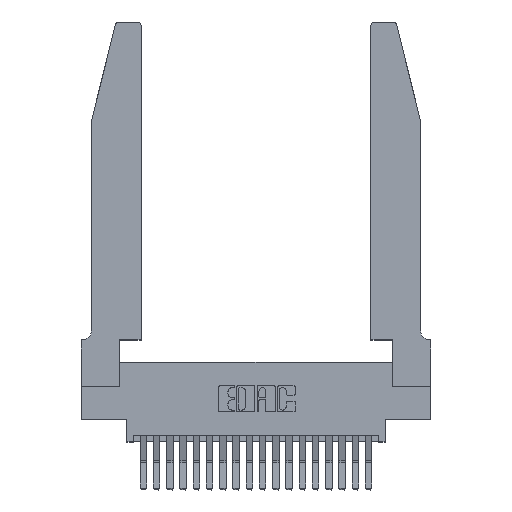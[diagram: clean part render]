
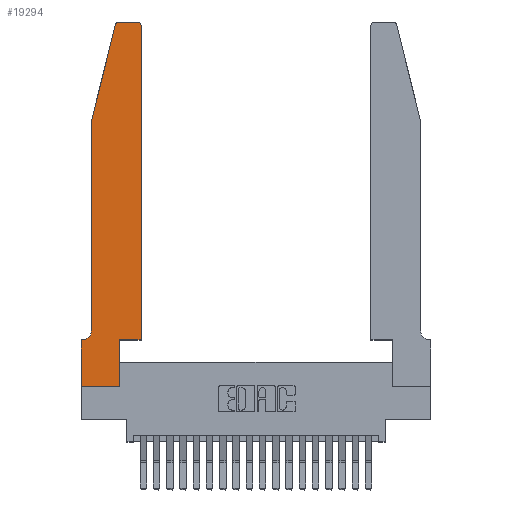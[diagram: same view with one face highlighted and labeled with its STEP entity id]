
A CAD part, top view. The second image highlights one B-rep face of the part: STEP entity #19294.
In plain terms, the highlighted planar face has unit normal (0, 0, 1).
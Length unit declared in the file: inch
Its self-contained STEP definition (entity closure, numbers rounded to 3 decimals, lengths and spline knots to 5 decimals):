
#152 = ORIENTED_EDGE ( 'NONE', *, *, #7974, .T. ) ;
#742 = DIRECTION ( 'NONE',  ( -1., 0., 0. ) ) ;
#1043 = ORIENTED_EDGE ( 'NONE', *, *, #16856, .T. ) ;
#1073 = DIRECTION ( 'NONE',  ( 0., 0., -1. ) ) ;
#1642 = DIRECTION ( 'NONE',  ( 0., 0., 1. ) ) ;
#1962 = CARTESIAN_POINT ( 'NONE',  ( 0., 0.35, 0.37 ) ) ;
#2137 = EDGE_CURVE ( 'NONE', #17790, #14495, #11395, .T. ) ;
#2318 = AXIS2_PLACEMENT_3D ( 'NONE', #3423, #15619, #5197 ) ;
#2493 = CARTESIAN_POINT ( 'NONE',  ( 0., 0., 0.37 ) ) ;
#2839 = CARTESIAN_POINT ( 'NONE',  ( 0.4505, 0.35, 0.37 ) ) ;
#3032 = DIRECTION ( 'NONE',  ( 0., 1., 0. ) ) ;
#3065 = AXIS2_PLACEMENT_3D ( 'NONE', #12196, #1642, #13909 ) ;
#3261 = VERTEX_POINT ( 'NONE', #16316 ) ;
#3423 = CARTESIAN_POINT ( 'NONE',  ( 0.284, 2.72, 0.37 ) ) ;
#3497 = CIRCLE ( 'NONE', #5677, 0.07 ) ;
#3539 = EDGE_CURVE ( 'NONE', #6576, #11472, #8868, .T. ) ;
#3748 = CARTESIAN_POINT ( 'NONE',  ( 0., 0., 0.37 ) ) ;
#3759 = DIRECTION ( 'NONE',  ( 1., 0., 0. ) ) ;
#4571 = AXIS2_PLACEMENT_3D ( 'NONE', #1962, #14211, #3759 ) ;
#4931 = LINE ( 'NONE', #7840, #13663 ) ;
#5197 = DIRECTION ( 'NONE',  ( 1., 0., 0. ) ) ;
#5432 = VERTEX_POINT ( 'NONE', #22166 ) ;
#5677 = AXIS2_PLACEMENT_3D ( 'NONE', #11674, #1073, #13393 ) ;
#6078 = VERTEX_POINT ( 'NONE', #22272 ) ;
#6141 = VERTEX_POINT ( 'NONE', #14146 ) ;
#6296 = LINE ( 'NONE', #9537, #6852 ) ;
#6576 = VERTEX_POINT ( 'NONE', #3748 ) ;
#6852 = VECTOR ( 'NONE', #21334, 39.37008 ) ;
#6877 = CARTESIAN_POINT ( 'NONE',  ( 0.284, 2.75, 0.37 ) ) ;
#7561 = ORIENTED_EDGE ( 'NONE', *, *, #7656, .T. ) ;
#7656 = EDGE_CURVE ( 'NONE', #11472, #17790, #19299, .T. ) ;
#7822 = ORIENTED_EDGE ( 'NONE', *, *, #2137, .T. ) ;
#7840 = CARTESIAN_POINT ( 'NONE',  ( 0.2605, 2.75, 0.37 ) ) ;
#7974 = EDGE_CURVE ( 'NONE', #6141, #3261, #13546, .T. ) ;
#8243 = CARTESIAN_POINT ( 'NONE',  ( 0.4505, 2.72, 0.37 ) ) ;
#8325 = VECTOR ( 'NONE', #8448, 39.37008 ) ;
#8448 = DIRECTION ( 'NONE',  ( 1., 0., 0. ) ) ;
#8608 = VERTEX_POINT ( 'NONE', #8711 ) ;
#8649 = CARTESIAN_POINT ( 'NONE',  ( 0.4505, 0.35, 0.37 ) ) ;
#8652 = DIRECTION ( 'NONE',  ( 1., 0., 0. ) ) ;
#8696 = ORIENTED_EDGE ( 'NONE', *, *, #3539, .T. ) ;
#8711 = CARTESIAN_POINT ( 'NONE',  ( 0.0755, 0.42, 0.37 ) ) ;
#8782 = FACE_OUTER_BOUND ( 'NONE', #18588, .T. ) ;
#8868 = LINE ( 'NONE', #18693, #8325 ) ;
#9537 = CARTESIAN_POINT ( 'NONE',  ( 0.0755, 2., 0.37 ) ) ;
#10319 = VECTOR ( 'NONE', #3032, 39.37008 ) ;
#10402 = EDGE_CURVE ( 'NONE', #19380, #6078, #21238, .T. ) ;
#10763 = PLANE ( 'NONE',  #4571 ) ;
#11358 = DIRECTION ( 'NONE',  ( 0., -1., 0. ) ) ;
#11395 = LINE ( 'NONE', #8649, #15430 ) ;
#11472 = VERTEX_POINT ( 'NONE', #15386 ) ;
#11500 = CARTESIAN_POINT ( 'NONE',  ( 0.4505, 0.35, 0.37 ) ) ;
#11559 = VERTEX_POINT ( 'NONE', #6877 ) ;
#11674 = CARTESIAN_POINT ( 'NONE',  ( 0.0055, 0.42, 0.37 ) ) ;
#11801 = CARTESIAN_POINT ( 'NONE',  ( 0.2865, 0.35, 0.37 ) ) ;
#12196 = CARTESIAN_POINT ( 'NONE',  ( 0.4205, 2.72, 0.37 ) ) ;
#12785 = LINE ( 'NONE', #2493, #21139 ) ;
#13218 = DIRECTION ( 'NONE',  ( 0., 1., 0. ) ) ;
#13393 = DIRECTION ( 'NONE',  ( -1., 0., 0. ) ) ;
#13546 = LINE ( 'NONE', #15954, #18041 ) ;
#13600 = ORIENTED_EDGE ( 'NONE', *, *, #19493, .T. ) ;
#13632 = ORIENTED_EDGE ( 'NONE', *, *, #16439, .T. ) ;
#13663 = VECTOR ( 'NONE', #742, 39.37008 ) ;
#13797 = DIRECTION ( 'NONE',  ( -1., 0., 0. ) ) ;
#13833 = EDGE_CURVE ( 'NONE', #3261, #8608, #6296, .T. ) ;
#13909 = DIRECTION ( 'NONE',  ( 1., 0., 0. ) ) ;
#14146 = CARTESIAN_POINT ( 'NONE',  ( 0.25487, 2.72718, 0.37 ) ) ;
#14211 = DIRECTION ( 'NONE',  ( 0., 0., 1. ) ) ;
#14495 = VERTEX_POINT ( 'NONE', #2839 ) ;
#14503 = EDGE_CURVE ( 'NONE', #8608, #19380, #3497, .T. ) ;
#14767 = CIRCLE ( 'NONE', #2318, 0.03 ) ;
#14903 = EDGE_CURVE ( 'NONE', #6078, #6576, #12785, .T. ) ;
#15386 = CARTESIAN_POINT ( 'NONE',  ( 0.2865, 0., 0.37 ) ) ;
#15430 = VECTOR ( 'NONE', #8652, 39.37008 ) ;
#15545 = ORIENTED_EDGE ( 'NONE', *, *, #18556, .T. ) ;
#15619 = DIRECTION ( 'NONE',  ( 0., 0., 1. ) ) ;
#15954 = CARTESIAN_POINT ( 'NONE',  ( 0.0755, 2., 0.37 ) ) ;
#16316 = CARTESIAN_POINT ( 'NONE',  ( 0.0755, 2., 0.37 ) ) ;
#16389 = VECTOR ( 'NONE', #13797, 39.37008 ) ;
#16439 = EDGE_CURVE ( 'NONE', #21925, #5432, #17519, .T. ) ;
#16856 = EDGE_CURVE ( 'NONE', #14495, #21925, #18525, .T. ) ;
#17519 = CIRCLE ( 'NONE', #3065, 0.03 ) ;
#17645 = DIRECTION ( 'NONE',  ( -0.239, -0.971, 0. ) ) ;
#17790 = VERTEX_POINT ( 'NONE', #20185 ) ;
#17879 = ORIENTED_EDGE ( 'NONE', *, *, #14903, .T. ) ;
#18041 = VECTOR ( 'NONE', #17645, 39.37008 ) ;
#18525 = LINE ( 'NONE', #11500, #22326 ) ;
#18556 = EDGE_CURVE ( 'NONE', #11559, #6141, #14767, .T. ) ;
#18588 = EDGE_LOOP ( 'NONE', ( #13600, #15545, #152, #19448, #21804, #20763, #17879, #8696, #7561, #7822, #1043, #13632 ) ) ;
#18693 = CARTESIAN_POINT ( 'NONE',  ( 0., 0., 0.37 ) ) ;
#19294 = ADVANCED_FACE ( 'NONE', ( #8782 ), #10763, .T. ) ;
#19299 = LINE ( 'NONE', #11801, #10319 ) ;
#19380 = VERTEX_POINT ( 'NONE', #21110 ) ;
#19448 = ORIENTED_EDGE ( 'NONE', *, *, #13833, .T. ) ;
#19493 = EDGE_CURVE ( 'NONE', #5432, #11559, #4931, .T. ) ;
#20185 = CARTESIAN_POINT ( 'NONE',  ( 0.2865, 0.35, 0.37 ) ) ;
#20763 = ORIENTED_EDGE ( 'NONE', *, *, #10402, .T. ) ;
#21110 = CARTESIAN_POINT ( 'NONE',  ( 0.0055, 0.35, 0.37 ) ) ;
#21139 = VECTOR ( 'NONE', #11358, 39.37008 ) ;
#21238 = LINE ( 'NONE', #22060, #16389 ) ;
#21334 = DIRECTION ( 'NONE',  ( 0., -1., 0. ) ) ;
#21804 = ORIENTED_EDGE ( 'NONE', *, *, #14503, .T. ) ;
#21925 = VERTEX_POINT ( 'NONE', #8243 ) ;
#22060 = CARTESIAN_POINT ( 'NONE',  ( 0.0755, 0.35, 0.37 ) ) ;
#22166 = CARTESIAN_POINT ( 'NONE',  ( 0.4205, 2.75, 0.37 ) ) ;
#22272 = CARTESIAN_POINT ( 'NONE',  ( 0., 0.35, 0.37 ) ) ;
#22326 = VECTOR ( 'NONE', #13218, 39.37008 ) ;
